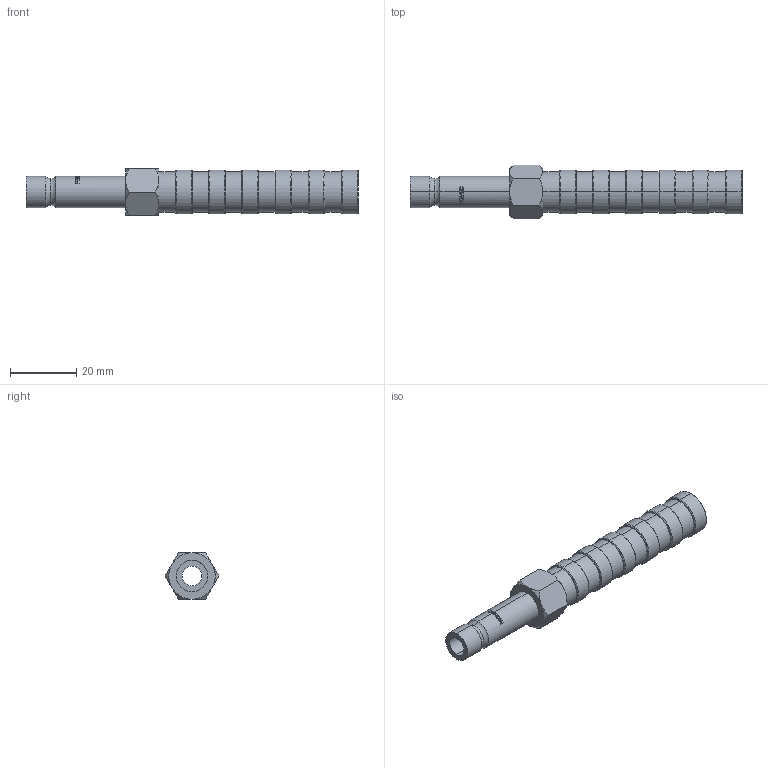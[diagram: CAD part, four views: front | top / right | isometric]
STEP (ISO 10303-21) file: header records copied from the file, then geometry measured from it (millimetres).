
FILE_DESCRIPTION (( 'STEP AP203' ), '1' );
FILE_NAME ('2f01.STEP', '2022-09-21T13:37:03', ( '' ), ( '' ), 'SwSTEP 2.0', 'SolidWorks 2019', '' );
FILE_SCHEMA (( 'CONFIG_CONTROL_DESIGN' ));
Length unit declared in the file: millimetre
Products named in the file (1): 2f01
Bounding box: 100 x 16.17 x 14 mm (x, y, z)
Volume: 8447.8 mm3; surface area: 6077.3 mm2
Topology: 1 solids, 1 shells, 179 faces, 426 edges, 270 vertices
Faces by surface type: bspline 74, cylinder 44, cone 36, plane 21, torus 4
Entity records: 8596 total; most frequent: CARTESIAN_POINT 5023, ORIENTED_EDGE 852, DIRECTION 482, EDGE_CURVE 426, VERTEX_POINT 270, B_SPLINE_CURVE_WITH_KNOTS 258, AXIS2_PLACEMENT_3D 208, EDGE_LOOP 202
